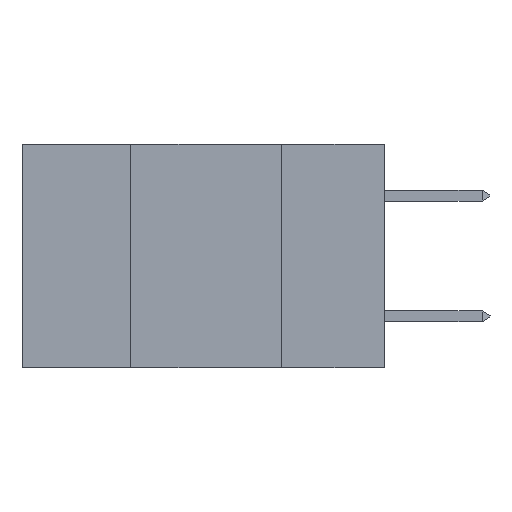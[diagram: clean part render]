
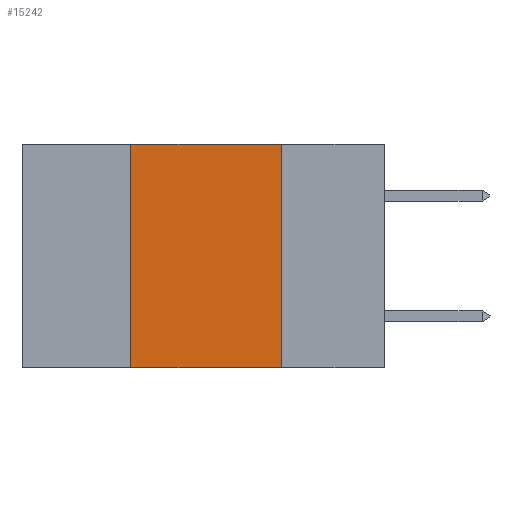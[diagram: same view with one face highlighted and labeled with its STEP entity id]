
A CAD part, left-side view. The second image highlights one B-rep face of the part: STEP entity #15242.
In plain terms, the highlighted planar face has unit normal (-1, 0, 0).
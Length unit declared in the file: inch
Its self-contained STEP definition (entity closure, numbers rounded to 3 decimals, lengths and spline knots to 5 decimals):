
#87 = EDGE_CURVE ( 'NONE', #9772, #18801, #969, .T. ) ;
#268 = EDGE_CURVE ( 'NONE', #5367, #26697, #28825, .T. ) ;
#969 = LINE ( 'NONE', #1350, #7278 ) ;
#1350 = CARTESIAN_POINT ( 'NONE',  ( 0., 0.6, -0.37 ) ) ;
#1522 = LINE ( 'NONE', #37822, #37378 ) ;
#2792 = LINE ( 'NONE', #29847, #5023 ) ;
#4649 = DIRECTION ( 'NONE',  ( 0., -1., 0. ) ) ;
#4778 = CARTESIAN_POINT ( 'NONE',  ( 0., 0.42, 0. ) ) ;
#5023 = VECTOR ( 'NONE', #32574, 39.37008 ) ;
#5367 = VERTEX_POINT ( 'NONE', #4778 ) ;
#5473 = EDGE_LOOP ( 'NONE', ( #11203, #30564, #22775, #22480 ) ) ;
#7278 = VECTOR ( 'NONE', #30190, 39.37008 ) ;
#9772 = VERTEX_POINT ( 'NONE', #14212 ) ;
#11203 = ORIENTED_EDGE ( 'NONE', *, *, #12342, .F. ) ;
#12342 = EDGE_CURVE ( 'NONE', #26697, #18801, #1522, .T. ) ;
#13133 = FACE_OUTER_BOUND ( 'NONE', #5473, .T. ) ;
#14117 = CARTESIAN_POINT ( 'NONE',  ( 0., 0.17, -0.37 ) ) ;
#14212 = CARTESIAN_POINT ( 'NONE',  ( 0., 0.42, -0.37 ) ) ;
#15242 = ADVANCED_FACE ( 'NONE', ( #13133 ), #16620, .F. ) ;
#16620 = PLANE ( 'NONE',  #31409 ) ;
#18801 = VERTEX_POINT ( 'NONE', #14117 ) ;
#22224 = DIRECTION ( 'NONE',  ( 1., 0., 0. ) ) ;
#22480 = ORIENTED_EDGE ( 'NONE', *, *, #87, .T. ) ;
#22775 = ORIENTED_EDGE ( 'NONE', *, *, #26543, .F. ) ;
#26543 = EDGE_CURVE ( 'NONE', #9772, #5367, #2792, .T. ) ;
#26697 = VERTEX_POINT ( 'NONE', #30040 ) ;
#28334 = VECTOR ( 'NONE', #4649, 39.37008 ) ;
#28825 = LINE ( 'NONE', #31161, #28334 ) ;
#29847 = CARTESIAN_POINT ( 'NONE',  ( 0., 0.42, 0. ) ) ;
#30040 = CARTESIAN_POINT ( 'NONE',  ( 0., 0.17, 0. ) ) ;
#30190 = DIRECTION ( 'NONE',  ( 0., -1., 0. ) ) ;
#30564 = ORIENTED_EDGE ( 'NONE', *, *, #268, .F. ) ;
#30916 = CARTESIAN_POINT ( 'NONE',  ( 0., 0.6, 0. ) ) ;
#31161 = CARTESIAN_POINT ( 'NONE',  ( 0., 0.6, 0. ) ) ;
#31409 = AXIS2_PLACEMENT_3D ( 'NONE', #30916, #22224, #34963 ) ;
#32574 = DIRECTION ( 'NONE',  ( 0., 0., 1. ) ) ;
#34221 = DIRECTION ( 'NONE',  ( 0., 0., -1. ) ) ;
#34963 = DIRECTION ( 'NONE',  ( 0., 0., -1. ) ) ;
#37378 = VECTOR ( 'NONE', #34221, 39.37008 ) ;
#37822 = CARTESIAN_POINT ( 'NONE',  ( 0., 0.17, 0. ) ) ;
